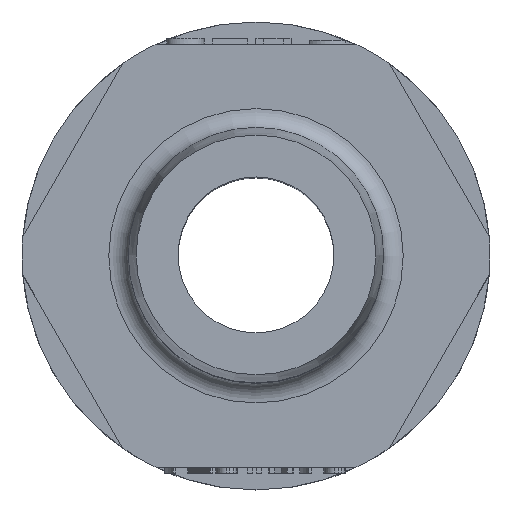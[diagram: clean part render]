
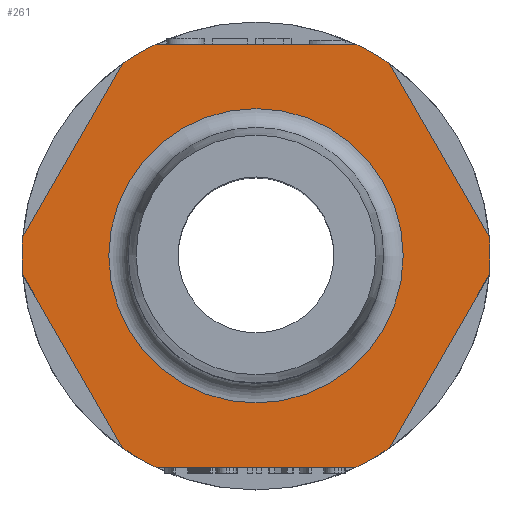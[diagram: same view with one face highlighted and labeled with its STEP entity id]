
A CAD part, top view. The second image highlights one B-rep face of the part: STEP entity #261.
In plain terms, the highlighted planar face has unit normal (0, 0, 1).
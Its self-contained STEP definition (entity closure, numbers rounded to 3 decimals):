
#261=ADVANCED_FACE('',(#937,#938),#422,.T.);
#422=PLANE('',#3017);
#535=CIRCLE('',#3000,7.55);
#540=CIRCLE('',#3011,12.);
#541=CIRCLE('',#3012,12.);
#542=CIRCLE('',#3013,12.);
#543=CIRCLE('',#3014,12.);
#544=CIRCLE('',#3015,12.);
#545=CIRCLE('',#3016,12.);
#572=LINE('',#3816,#721);
#575=LINE('',#3903,#724);
#576=LINE('',#3908,#725);
#577=LINE('',#3913,#726);
#578=LINE('',#3917,#727);
#579=LINE('',#3921,#728);
#721=VECTOR('',#3160,1.);
#724=VECTOR('',#3217,1.);
#725=VECTOR('',#3220,1.);
#726=VECTOR('',#3225,1.);
#727=VECTOR('',#3228,1.);
#728=VECTOR('',#3231,1.);
#937=FACE_BOUND('',#995,.T.);
#938=FACE_BOUND('',#996,.T.);
#995=EDGE_LOOP('',(#1233));
#996=EDGE_LOOP('',(#1234,#1235,#1236,#1237,#1238,#1239,#1240,#1241,#1242,
#1243,#1244,#1245));
#1233=ORIENTED_EDGE('',*,*,#2342,.T.);
#1234=ORIENTED_EDGE('',*,*,#2347,.F.);
#1235=ORIENTED_EDGE('',*,*,#2348,.F.);
#1236=ORIENTED_EDGE('',*,*,#2349,.F.);
#1237=ORIENTED_EDGE('',*,*,#2350,.F.);
#1238=ORIENTED_EDGE('',*,*,#2321,.F.);
#1239=ORIENTED_EDGE('',*,*,#2351,.F.);
#1240=ORIENTED_EDGE('',*,*,#2352,.F.);
#1241=ORIENTED_EDGE('',*,*,#2353,.F.);
#1242=ORIENTED_EDGE('',*,*,#2354,.F.);
#1243=ORIENTED_EDGE('',*,*,#2355,.F.);
#1244=ORIENTED_EDGE('',*,*,#2356,.T.);
#1245=ORIENTED_EDGE('',*,*,#2357,.F.);
#2033=VERTEX_POINT('',#3811);
#2035=VERTEX_POINT('',#3815);
#2056=VERTEX_POINT('',#3888);
#2061=VERTEX_POINT('',#3904);
#2062=VERTEX_POINT('',#3905);
#2063=VERTEX_POINT('',#3907);
#2064=VERTEX_POINT('',#3909);
#2065=VERTEX_POINT('',#3912);
#2066=VERTEX_POINT('',#3914);
#2067=VERTEX_POINT('',#3916);
#2068=VERTEX_POINT('',#3918);
#2069=VERTEX_POINT('',#3920);
#2070=VERTEX_POINT('',#3922);
#2321=EDGE_CURVE('',#2035,#2033,#572,.T.);
#2342=EDGE_CURVE('',#2056,#2056,#535,.T.);
#2347=EDGE_CURVE('',#2061,#2062,#575,.T.);
#2348=EDGE_CURVE('',#2063,#2061,#540,.T.);
#2349=EDGE_CURVE('',#2064,#2063,#576,.T.);
#2350=EDGE_CURVE('',#2033,#2064,#541,.T.);
#2351=EDGE_CURVE('',#2065,#2035,#542,.T.);
#2352=EDGE_CURVE('',#2066,#2065,#577,.T.);
#2353=EDGE_CURVE('',#2067,#2066,#543,.T.);
#2354=EDGE_CURVE('',#2068,#2067,#578,.T.);
#2355=EDGE_CURVE('',#2069,#2068,#544,.T.);
#2356=EDGE_CURVE('',#2069,#2070,#579,.T.);
#2357=EDGE_CURVE('',#2062,#2070,#545,.T.);
#3000=AXIS2_PLACEMENT_3D('',#3887,#3195,#3196);
#3011=AXIS2_PLACEMENT_3D('',#3906,#3218,#3219);
#3012=AXIS2_PLACEMENT_3D('',#3910,#3221,#3222);
#3013=AXIS2_PLACEMENT_3D('',#3911,#3223,#3224);
#3014=AXIS2_PLACEMENT_3D('',#3915,#3226,#3227);
#3015=AXIS2_PLACEMENT_3D('',#3919,#3229,#3230);
#3016=AXIS2_PLACEMENT_3D('',#3923,#3232,#3233);
#3017=AXIS2_PLACEMENT_3D('',#3924,#3234,#3235);
#3160=DIRECTION('',(1.,0.,0.));
#3195=DIRECTION('',(0.,0.,-1.));
#3196=DIRECTION('',(1.,0.,0.));
#3217=DIRECTION('',(-0.5,-0.866,0.));
#3218=DIRECTION('',(0.,0.,-1.));
#3219=DIRECTION('',(1.,0.,0.));
#3220=DIRECTION('',(0.5,-0.866,0.));
#3221=DIRECTION('',(0.,0.,-1.));
#3222=DIRECTION('',(1.,0.,0.));
#3223=DIRECTION('',(0.,0.,-1.));
#3224=DIRECTION('',(1.,0.,0.));
#3225=DIRECTION('',(0.5,0.866,0.));
#3226=DIRECTION('',(0.,0.,-1.));
#3227=DIRECTION('',(1.,0.,0.));
#3228=DIRECTION('',(-0.5,0.866,0.));
#3229=DIRECTION('',(0.,0.,-1.));
#3230=DIRECTION('',(1.,0.,0.));
#3231=DIRECTION('',(1.,0.,0.));
#3232=DIRECTION('',(0.,0.,-1.));
#3233=DIRECTION('',(1.,0.,0.));
#3234=DIRECTION('',(0.,0.,1.));
#3235=DIRECTION('',(1.,0.,0.));
#3811=CARTESIAN_POINT('',(-73.874,74.35,0.1));
#3815=CARTESIAN_POINT('',(-84.126,74.35,0.1));
#3816=CARTESIAN_POINT('',(-93.9,74.35,0.1));
#3887=CARTESIAN_POINT('',(-79.,63.5,0.1));
#3888=CARTESIAN_POINT('',(-71.45,63.5,0.1));
#3903=CARTESIAN_POINT('',(-62.154,70.979,0.1));
#3904=CARTESIAN_POINT('',(-67.041,62.514,0.1));
#3905=CARTESIAN_POINT('',(-72.167,53.636,0.1));
#3906=CARTESIAN_POINT('',(-79.,63.5,0.1));
#3907=CARTESIAN_POINT('',(-67.041,64.486,0.1));
#3908=CARTESIAN_POINT('',(-77.054,81.829,0.1));
#3909=CARTESIAN_POINT('',(-72.167,73.364,0.1));
#3910=CARTESIAN_POINT('',(-79.,63.5,0.1));
#3911=CARTESIAN_POINT('',(-79.,63.5,0.1));
#3912=CARTESIAN_POINT('',(-85.833,73.364,0.1));
#3913=CARTESIAN_POINT('',(-95.846,56.021,0.1));
#3914=CARTESIAN_POINT('',(-90.959,64.486,0.1));
#3915=CARTESIAN_POINT('',(-79.,63.5,0.1));
#3916=CARTESIAN_POINT('',(-90.959,62.514,0.1));
#3917=CARTESIAN_POINT('',(-80.946,45.171,0.1));
#3918=CARTESIAN_POINT('',(-85.833,53.636,0.1));
#3919=CARTESIAN_POINT('',(-79.,63.5,0.1));
#3920=CARTESIAN_POINT('',(-84.126,52.65,0.1));
#3921=CARTESIAN_POINT('',(-64.1,52.65,0.1));
#3922=CARTESIAN_POINT('',(-73.874,52.65,0.1));
#3923=CARTESIAN_POINT('',(-79.,63.5,0.1));
#3924=CARTESIAN_POINT('',(-79.,63.5,0.1));
